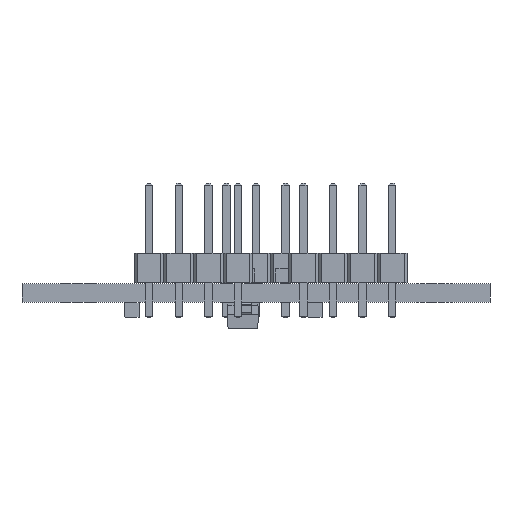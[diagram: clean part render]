
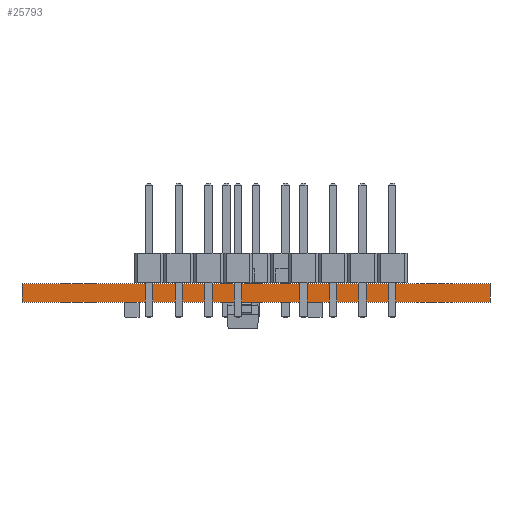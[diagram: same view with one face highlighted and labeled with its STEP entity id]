
A CAD part, left-side view. The second image highlights one B-rep face of the part: STEP entity #25793.
In plain terms, the highlighted planar face has unit normal (-1, 0, 0).
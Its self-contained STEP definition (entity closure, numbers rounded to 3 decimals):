
#25612 = PLANE('',#25613);
#25613 = AXIS2_PLACEMENT_3D('',#25614,#25615,#25616);
#25614 = CARTESIAN_POINT('',(147.066,-76.454,0.));
#25615 = DIRECTION('',(0.,-1.,0.));
#25616 = DIRECTION('',(-1.,0.,0.));
#25637 = VERTEX_POINT('',#25638);
#25638 = CARTESIAN_POINT('',(106.934,-76.454,1.6));
#25652 = PLANE('',#25653);
#25653 = AXIS2_PLACEMENT_3D('',#25654,#25655,#25656);
#25654 = CARTESIAN_POINT('',(127.,-96.52,1.6));
#25655 = DIRECTION('',(0.,0.,1.));
#25656 = DIRECTION('',(1.,0.,-0.));
#25664 = EDGE_CURVE('',#25665,#25637,#25667,.T.);
#25665 = VERTEX_POINT('',#25666);
#25666 = CARTESIAN_POINT('',(106.934,-76.454,0.));
#25667 = SURFACE_CURVE('',#25668,(#25672,#25679),.PCURVE_S1.);
#25668 = LINE('',#25669,#25670);
#25669 = CARTESIAN_POINT('',(106.934,-76.454,0.));
#25670 = VECTOR('',#25671,1.);
#25671 = DIRECTION('',(0.,0.,1.));
#25672 = PCURVE('',#25612,#25673);
#25673 = DEFINITIONAL_REPRESENTATION('',(#25674),#25678);
#25674 = LINE('',#25675,#25676);
#25675 = CARTESIAN_POINT('',(40.132,0.));
#25676 = VECTOR('',#25677,1.);
#25677 = DIRECTION('',(0.,-1.));
#25678 = ( GEOMETRIC_REPRESENTATION_CONTEXT(2) 
PARAMETRIC_REPRESENTATION_CONTEXT() REPRESENTATION_CONTEXT('2D SPACE',''
  ) );
#25679 = PCURVE('',#25680,#25685);
#25680 = PLANE('',#25681);
#25681 = AXIS2_PLACEMENT_3D('',#25682,#25683,#25684);
#25682 = CARTESIAN_POINT('',(106.934,-76.454,0.));
#25683 = DIRECTION('',(1.,0.,-0.));
#25684 = DIRECTION('',(0.,-1.,0.));
#25685 = DEFINITIONAL_REPRESENTATION('',(#25686),#25690);
#25686 = LINE('',#25687,#25688);
#25687 = CARTESIAN_POINT('',(0.,0.));
#25688 = VECTOR('',#25689,1.);
#25689 = DIRECTION('',(0.,-1.));
#25690 = ( GEOMETRIC_REPRESENTATION_CONTEXT(2) 
PARAMETRIC_REPRESENTATION_CONTEXT() REPRESENTATION_CONTEXT('2D SPACE',''
  ) );
#25706 = PLANE('',#25707);
#25707 = AXIS2_PLACEMENT_3D('',#25708,#25709,#25710);
#25708 = CARTESIAN_POINT('',(127.,-96.52,0.));
#25709 = DIRECTION('',(0.,0.,1.));
#25710 = DIRECTION('',(1.,0.,-0.));
#25739 = PLANE('',#25740);
#25740 = AXIS2_PLACEMENT_3D('',#25741,#25742,#25743);
#25741 = CARTESIAN_POINT('',(106.934,-116.586,0.));
#25742 = DIRECTION('',(0.,1.,0.));
#25743 = DIRECTION('',(1.,0.,0.));
#25793 = ADVANCED_FACE('',(#25794),#25680,.F.);
#25794 = FACE_BOUND('',#25795,.F.);
#25795 = EDGE_LOOP('',(#25796,#25797,#25820,#25843));
#25796 = ORIENTED_EDGE('',*,*,#25664,.T.);
#25797 = ORIENTED_EDGE('',*,*,#25798,.T.);
#25798 = EDGE_CURVE('',#25637,#25799,#25801,.T.);
#25799 = VERTEX_POINT('',#25800);
#25800 = CARTESIAN_POINT('',(106.934,-116.586,1.6));
#25801 = SURFACE_CURVE('',#25802,(#25806,#25813),.PCURVE_S1.);
#25802 = LINE('',#25803,#25804);
#25803 = CARTESIAN_POINT('',(106.934,-76.454,1.6));
#25804 = VECTOR('',#25805,1.);
#25805 = DIRECTION('',(0.,-1.,0.));
#25806 = PCURVE('',#25680,#25807);
#25807 = DEFINITIONAL_REPRESENTATION('',(#25808),#25812);
#25808 = LINE('',#25809,#25810);
#25809 = CARTESIAN_POINT('',(0.,-1.6));
#25810 = VECTOR('',#25811,1.);
#25811 = DIRECTION('',(1.,0.));
#25812 = ( GEOMETRIC_REPRESENTATION_CONTEXT(2) 
PARAMETRIC_REPRESENTATION_CONTEXT() REPRESENTATION_CONTEXT('2D SPACE',''
  ) );
#25813 = PCURVE('',#25652,#25814);
#25814 = DEFINITIONAL_REPRESENTATION('',(#25815),#25819);
#25815 = LINE('',#25816,#25817);
#25816 = CARTESIAN_POINT('',(-20.066,20.066));
#25817 = VECTOR('',#25818,1.);
#25818 = DIRECTION('',(0.,-1.));
#25819 = ( GEOMETRIC_REPRESENTATION_CONTEXT(2) 
PARAMETRIC_REPRESENTATION_CONTEXT() REPRESENTATION_CONTEXT('2D SPACE',''
  ) );
#25820 = ORIENTED_EDGE('',*,*,#25821,.F.);
#25821 = EDGE_CURVE('',#25822,#25799,#25824,.T.);
#25822 = VERTEX_POINT('',#25823);
#25823 = CARTESIAN_POINT('',(106.934,-116.586,0.));
#25824 = SURFACE_CURVE('',#25825,(#25829,#25836),.PCURVE_S1.);
#25825 = LINE('',#25826,#25827);
#25826 = CARTESIAN_POINT('',(106.934,-116.586,0.));
#25827 = VECTOR('',#25828,1.);
#25828 = DIRECTION('',(0.,0.,1.));
#25829 = PCURVE('',#25680,#25830);
#25830 = DEFINITIONAL_REPRESENTATION('',(#25831),#25835);
#25831 = LINE('',#25832,#25833);
#25832 = CARTESIAN_POINT('',(40.132,0.));
#25833 = VECTOR('',#25834,1.);
#25834 = DIRECTION('',(0.,-1.));
#25835 = ( GEOMETRIC_REPRESENTATION_CONTEXT(2) 
PARAMETRIC_REPRESENTATION_CONTEXT() REPRESENTATION_CONTEXT('2D SPACE',''
  ) );
#25836 = PCURVE('',#25739,#25837);
#25837 = DEFINITIONAL_REPRESENTATION('',(#25838),#25842);
#25838 = LINE('',#25839,#25840);
#25839 = CARTESIAN_POINT('',(0.,0.));
#25840 = VECTOR('',#25841,1.);
#25841 = DIRECTION('',(0.,-1.));
#25842 = ( GEOMETRIC_REPRESENTATION_CONTEXT(2) 
PARAMETRIC_REPRESENTATION_CONTEXT() REPRESENTATION_CONTEXT('2D SPACE',''
  ) );
#25843 = ORIENTED_EDGE('',*,*,#25844,.F.);
#25844 = EDGE_CURVE('',#25665,#25822,#25845,.T.);
#25845 = SURFACE_CURVE('',#25846,(#25850,#25857),.PCURVE_S1.);
#25846 = LINE('',#25847,#25848);
#25847 = CARTESIAN_POINT('',(106.934,-76.454,0.));
#25848 = VECTOR('',#25849,1.);
#25849 = DIRECTION('',(0.,-1.,0.));
#25850 = PCURVE('',#25680,#25851);
#25851 = DEFINITIONAL_REPRESENTATION('',(#25852),#25856);
#25852 = LINE('',#25853,#25854);
#25853 = CARTESIAN_POINT('',(0.,0.));
#25854 = VECTOR('',#25855,1.);
#25855 = DIRECTION('',(1.,0.));
#25856 = ( GEOMETRIC_REPRESENTATION_CONTEXT(2) 
PARAMETRIC_REPRESENTATION_CONTEXT() REPRESENTATION_CONTEXT('2D SPACE',''
  ) );
#25857 = PCURVE('',#25706,#25858);
#25858 = DEFINITIONAL_REPRESENTATION('',(#25859),#25863);
#25859 = LINE('',#25860,#25861);
#25860 = CARTESIAN_POINT('',(-20.066,20.066));
#25861 = VECTOR('',#25862,1.);
#25862 = DIRECTION('',(0.,-1.));
#25863 = ( GEOMETRIC_REPRESENTATION_CONTEXT(2) 
PARAMETRIC_REPRESENTATION_CONTEXT() REPRESENTATION_CONTEXT('2D SPACE',''
  ) );
